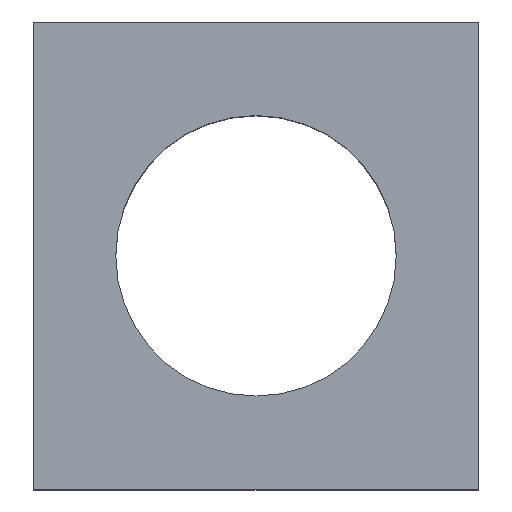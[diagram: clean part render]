
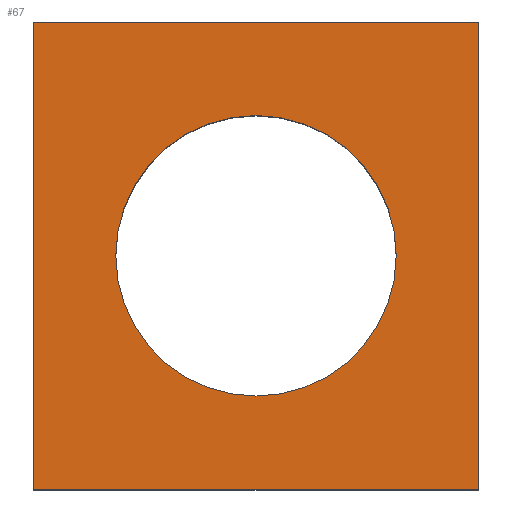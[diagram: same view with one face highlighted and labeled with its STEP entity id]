
A CAD part, top view. The second image highlights one B-rep face of the part: STEP entity #67.
In plain terms, the highlighted planar face has unit normal (0, 0, 1).
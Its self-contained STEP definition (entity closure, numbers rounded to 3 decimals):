
#67=ADVANCED_FACE('NONE',(#131,#132),#133,.F.);
#131=FACE_OUTER_BOUND('',#189,.T.);
#132=FACE_BOUND('',#190,.T.);
#133=PLANE('',#191);
#189=EDGE_LOOP('',(#319,#320,#321,#322));
#190=EDGE_LOOP('',(#323,#324));
#191=AXIS2_PLACEMENT_3D('',#325,#326,#327);
#319=ORIENTED_EDGE('',*,*,#395,.T.);
#320=ORIENTED_EDGE('',*,*,#399,.T.);
#321=ORIENTED_EDGE('',*,*,#402,.T.);
#322=ORIENTED_EDGE('',*,*,#378,.T.);
#323=ORIENTED_EDGE('',*,*,#404,.F.);
#324=ORIENTED_EDGE('',*,*,#352,.F.);
#325=CARTESIAN_POINT('',(-9.5,0.,12.0));
#326=DIRECTION('',(0.0,0.0,-1.0));
#327=DIRECTION('',(0.0,-1.0,0.0));
#352=EDGE_CURVE('NONE',#412,#414,#415,.T.);
#378=EDGE_CURVE('NONE',#456,#454,#457,.T.);
#395=EDGE_CURVE('NONE',#454,#478,#480,.T.);
#399=EDGE_CURVE('NONE',#478,#484,#486,.T.);
#402=EDGE_CURVE('NONE',#484,#456,#489,.T.);
#404=EDGE_CURVE('NONE',#414,#412,#491,.T.);
#412=VERTEX_POINT('NONE',#499);
#414=VERTEX_POINT('NONE',#502);
#415=CIRCLE('',#503,6.0);
#454=VERTEX_POINT('NONE',#561);
#456=VERTEX_POINT('NONE',#564);
#457=LINE('',#565,#566);
#478=VERTEX_POINT('NONE',#596);
#480=LINE('',#599,#600);
#484=VERTEX_POINT('NONE',#605);
#486=LINE('',#608,#609);
#489=LINE('',#613,#614);
#491=CIRCLE('',#616,6.0);
#499=CARTESIAN_POINT('',(-6.0,-10.0,12.0));
#502=CARTESIAN_POINT('',(6.0,-10.0,12.0));
#503=AXIS2_PLACEMENT_3D('',#624,#625,#626);
#561=CARTESIAN_POINT('',(-9.5,0.,12.0));
#564=CARTESIAN_POINT('',(9.5,0.,12.0));
#565=CARTESIAN_POINT('',(-9.5,0.,12.0));
#566=VECTOR('',#647,1000.0);
#596=CARTESIAN_POINT('',(-9.5,-20.0,12.0));
#599=CARTESIAN_POINT('',(-9.5,-20.0,12.0));
#600=VECTOR('',#661,1000.0);
#605=CARTESIAN_POINT('',(9.5,-20.0,12.0));
#608=CARTESIAN_POINT('',(-9.5,-20.0,12.0));
#609=VECTOR('',#664,1000.0);
#613=CARTESIAN_POINT('',(9.5,-20.0,12.0));
#614=VECTOR('',#666,1000.0);
#616=AXIS2_PLACEMENT_3D('',#667,#668,#669);
#624=CARTESIAN_POINT('',(0.0,-10.0,12.0));
#625=DIRECTION('',(0.0,0.0,1.0));
#626=DIRECTION('',(1.0,0.0,0.0));
#647=DIRECTION('',(-1.0,-0.0,-0.0));
#661=DIRECTION('',(-0.0,-1.0,-0.0));
#664=DIRECTION('',(1.0,0.0,0.0));
#666=DIRECTION('',(0.0,1.0,0.0));
#667=CARTESIAN_POINT('',(0.0,-10.0,12.0));
#668=DIRECTION('',(0.0,0.0,1.0));
#669=DIRECTION('',(1.0,0.0,0.0));
